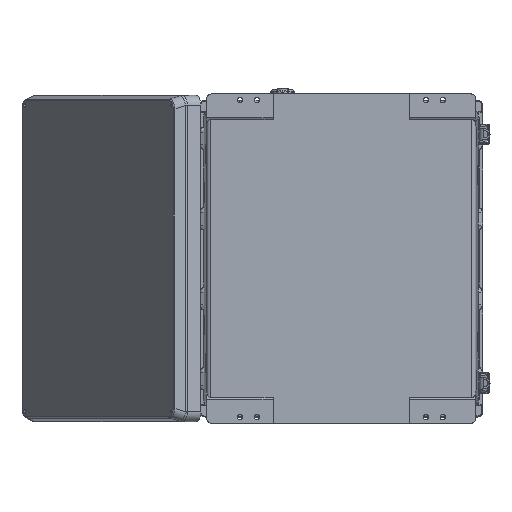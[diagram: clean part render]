
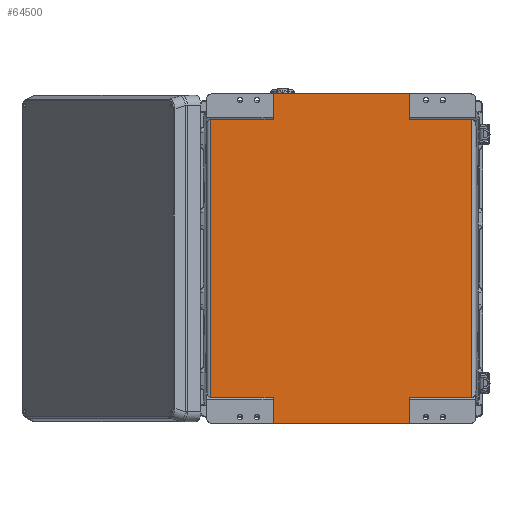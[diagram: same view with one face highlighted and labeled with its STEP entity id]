
A CAD part, front view. The second image highlights one B-rep face of the part: STEP entity #64500.
In plain terms, the highlighted planar face has unit normal (0, -1, 0).
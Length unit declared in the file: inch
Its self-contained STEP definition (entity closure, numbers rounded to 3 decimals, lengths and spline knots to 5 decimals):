
#72 = VECTOR ( 'NONE', #38123, 39.37008 ) ;
#624 = CARTESIAN_POINT ( 'NONE',  ( 7.73754, 0.05906, -1.51961 ) ) ;
#1632 = CARTESIAN_POINT ( 'NONE',  ( -4.03163, 0.05906, -19.48819 ) ) ;
#1692 = LINE ( 'NONE', #95406, #18039 ) ;
#4606 = CARTESIAN_POINT ( 'NONE',  ( 4.03163, 0.05906, 0.85787 ) ) ;
#5124 = DIRECTION ( 'NONE',  ( 0., 0., 1. ) ) ;
#5393 = VERTEX_POINT ( 'NONE', #77369 ) ;
#5475 = EDGE_CURVE ( 'NONE', #5393, #54639, #69552, .T. ) ;
#7220 = ORIENTED_EDGE ( 'NONE', *, *, #51908, .T. ) ;
#10902 = EDGE_CURVE ( 'NONE', #23957, #85848, #1692, .T. ) ;
#11249 = FACE_OUTER_BOUND ( 'NONE', #34160, .T. ) ;
#11307 = CARTESIAN_POINT ( 'NONE',  ( -4.03163, 0.05906, 0. ) ) ;
#13325 = VERTEX_POINT ( 'NONE', #11307 ) ;
#15702 = CARTESIAN_POINT ( 'NONE',  ( 4.03163, 0.05906, 0. ) ) ;
#17260 = DIRECTION ( 'NONE',  ( 0., 0., -1. ) ) ;
#18039 = VECTOR ( 'NONE', #25634, 39.37008 ) ;
#18419 = DIRECTION ( 'NONE',  ( 1., 0., 0. ) ) ;
#20400 = CARTESIAN_POINT ( 'NONE',  ( -7.73754, 0.05906, -1.51961 ) ) ;
#20437 = CARTESIAN_POINT ( 'NONE',  ( -4.03163, 0.05906, -1.51961 ) ) ;
#21738 = CARTESIAN_POINT ( 'NONE',  ( 8.11811, 0.05906, -17.96858 ) ) ;
#21866 = CARTESIAN_POINT ( 'NONE',  ( 8.11811, 0.05906, -1.51961 ) ) ;
#23088 = VERTEX_POINT ( 'NONE', #89077 ) ;
#23554 = CARTESIAN_POINT ( 'NONE',  ( 7.73754, 0.05906, -1.51961 ) ) ;
#23560 = DIRECTION ( 'NONE',  ( 0., 0., 1. ) ) ;
#23938 = CARTESIAN_POINT ( 'NONE',  ( -7.73754, 0.05906, -17.96858 ) ) ;
#23957 = VERTEX_POINT ( 'NONE', #20400 ) ;
#24124 = EDGE_CURVE ( 'NONE', #85848, #13325, #48767, .T. ) ;
#25634 = DIRECTION ( 'NONE',  ( 1., 0., 0. ) ) ;
#26518 = LINE ( 'NONE', #4606, #38798 ) ;
#28843 = VECTOR ( 'NONE', #84064, 39.37008 ) ;
#29315 = EDGE_CURVE ( 'NONE', #56966, #23957, #44879, .T. ) ;
#29347 = CARTESIAN_POINT ( 'NONE',  ( 4.03163, 0.05906, -1.51961 ) ) ;
#29676 = EDGE_CURVE ( 'NONE', #88705, #41600, #62053, .T. ) ;
#30243 = ORIENTED_EDGE ( 'NONE', *, *, #29676, .T. ) ;
#31342 = DIRECTION ( 'NONE',  ( 0., 0., -1. ) ) ;
#31842 = CARTESIAN_POINT ( 'NONE',  ( -4.03163, 0.05906, -20.34606 ) ) ;
#32503 = ORIENTED_EDGE ( 'NONE', *, *, #24124, .F. ) ;
#32963 = CARTESIAN_POINT ( 'NONE',  ( 8.11811, 0.05906, -19.48819 ) ) ;
#33937 = ORIENTED_EDGE ( 'NONE', *, *, #47271, .F. ) ;
#34160 = EDGE_LOOP ( 'NONE', ( #95689, #90466, #64659, #44783, #33937, #66293, #96495, #30243, #85015, #7220, #32503, #41863 ) ) ;
#36181 = DIRECTION ( 'NONE',  ( 0., 1., 0. ) ) ;
#37654 = CARTESIAN_POINT ( 'NONE',  ( 4.03163, 0.05906, -17.96858 ) ) ;
#38123 = DIRECTION ( 'NONE',  ( -1., 0., 0. ) ) ;
#38798 = VECTOR ( 'NONE', #80999, 39.37008 ) ;
#40206 = EDGE_CURVE ( 'NONE', #41600, #79846, #26518, .T. ) ;
#41600 = VERTEX_POINT ( 'NONE', #29347 ) ;
#41863 = ORIENTED_EDGE ( 'NONE', *, *, #10902, .F. ) ;
#42634 = VECTOR ( 'NONE', #17260, 39.37008 ) ;
#43802 = CARTESIAN_POINT ( 'NONE',  ( 8.11811, 0.05906, -1.51961 ) ) ;
#44783 = ORIENTED_EDGE ( 'NONE', *, *, #57389, .F. ) ;
#44879 = LINE ( 'NONE', #45361, #48748 ) ;
#45361 = CARTESIAN_POINT ( 'NONE',  ( -7.73754, 0.05906, -1.51961 ) ) ;
#45857 = DIRECTION ( 'NONE',  ( 0., 0., 1. ) ) ;
#47271 = EDGE_CURVE ( 'NONE', #87727, #52885, #78889, .T. ) ;
#48748 = VECTOR ( 'NONE', #45857, 39.37008 ) ;
#48767 = LINE ( 'NONE', #50806, #59415 ) ;
#50444 = CARTESIAN_POINT ( 'NONE',  ( -8.11811, 0.05906, -17.96858 ) ) ;
#50806 = CARTESIAN_POINT ( 'NONE',  ( -4.03163, 0.05906, 0.85787 ) ) ;
#51908 = EDGE_CURVE ( 'NONE', #79846, #13325, #83569, .T. ) ;
#52585 = VECTOR ( 'NONE', #23560, 39.37008 ) ;
#52885 = VERTEX_POINT ( 'NONE', #86314 ) ;
#53894 = AXIS2_PLACEMENT_3D ( 'NONE', #43802, #36181, #5124 ) ;
#53948 = VECTOR ( 'NONE', #31342, 39.37008 ) ;
#54639 = VERTEX_POINT ( 'NONE', #1632 ) ;
#56966 = VERTEX_POINT ( 'NONE', #23938 ) ;
#57389 = EDGE_CURVE ( 'NONE', #52885, #54639, #98000, .T. ) ;
#58536 = EDGE_CURVE ( 'NONE', #23088, #87727, #91489, .T. ) ;
#58908 = EDGE_CURVE ( 'NONE', #23088, #88705, #93812, .T. ) ;
#59415 = VECTOR ( 'NONE', #88542, 39.37008 ) ;
#62053 = LINE ( 'NONE', #21866, #72 ) ;
#64035 = DIRECTION ( 'NONE',  ( -1., 0., 0. ) ) ;
#64500 = ADVANCED_FACE ( 'NONE', ( #11249 ), #89159, .F. ) ;
#64659 = ORIENTED_EDGE ( 'NONE', *, *, #5475, .T. ) ;
#64688 = VECTOR ( 'NONE', #18419, 39.37008 ) ;
#66293 = ORIENTED_EDGE ( 'NONE', *, *, #58536, .F. ) ;
#69552 = LINE ( 'NONE', #31842, #53948 ) ;
#72241 = CARTESIAN_POINT ( 'NONE',  ( 4.03163, 0.05906, -20.34606 ) ) ;
#75926 = CARTESIAN_POINT ( 'NONE',  ( 8.11811, 0.05906, 0. ) ) ;
#77369 = CARTESIAN_POINT ( 'NONE',  ( -4.03163, 0.05906, -17.96858 ) ) ;
#78889 = LINE ( 'NONE', #72241, #42634 ) ;
#79487 = EDGE_CURVE ( 'NONE', #56966, #5393, #88178, .T. ) ;
#79846 = VERTEX_POINT ( 'NONE', #15702 ) ;
#80999 = DIRECTION ( 'NONE',  ( 0., 0., 1. ) ) ;
#83438 = VECTOR ( 'NONE', #98627, 39.37008 ) ;
#83569 = LINE ( 'NONE', #75926, #28843 ) ;
#84064 = DIRECTION ( 'NONE',  ( -1., 0., 0. ) ) ;
#85015 = ORIENTED_EDGE ( 'NONE', *, *, #40206, .T. ) ;
#85848 = VERTEX_POINT ( 'NONE', #20437 ) ;
#86314 = CARTESIAN_POINT ( 'NONE',  ( 4.03163, 0.05906, -19.48819 ) ) ;
#87727 = VERTEX_POINT ( 'NONE', #37654 ) ;
#88056 = VECTOR ( 'NONE', #64035, 39.37008 ) ;
#88178 = LINE ( 'NONE', #50444, #64688 ) ;
#88542 = DIRECTION ( 'NONE',  ( 0., 0., 1. ) ) ;
#88705 = VERTEX_POINT ( 'NONE', #23554 ) ;
#89077 = CARTESIAN_POINT ( 'NONE',  ( 7.73754, 0.05906, -17.96858 ) ) ;
#89159 = PLANE ( 'NONE',  #53894 ) ;
#90466 = ORIENTED_EDGE ( 'NONE', *, *, #79487, .T. ) ;
#91489 = LINE ( 'NONE', #21738, #83438 ) ;
#93812 = LINE ( 'NONE', #624, #52585 ) ;
#95406 = CARTESIAN_POINT ( 'NONE',  ( -8.11811, 0.05906, -1.51961 ) ) ;
#95689 = ORIENTED_EDGE ( 'NONE', *, *, #29315, .F. ) ;
#96495 = ORIENTED_EDGE ( 'NONE', *, *, #58908, .T. ) ;
#98000 = LINE ( 'NONE', #32963, #88056 ) ;
#98627 = DIRECTION ( 'NONE',  ( -1., 0., 0. ) ) ;
